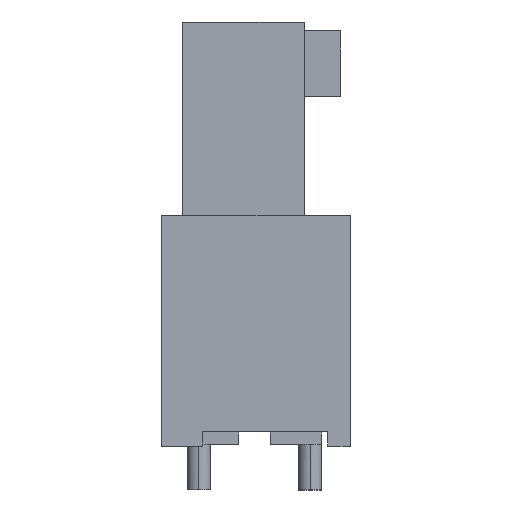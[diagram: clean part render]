
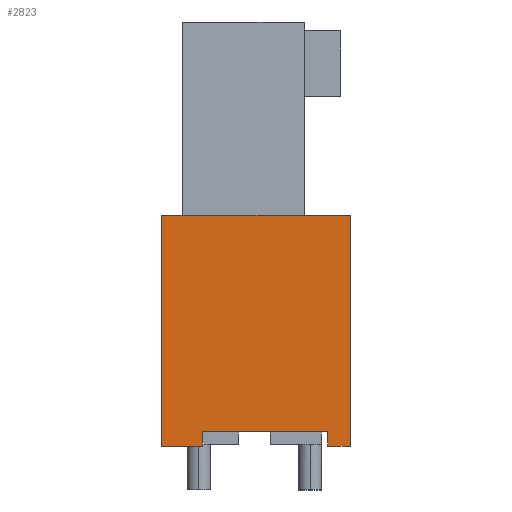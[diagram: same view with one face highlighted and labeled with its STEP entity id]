
A CAD part, left-side view. The second image highlights one B-rep face of the part: STEP entity #2823.
In plain terms, the highlighted planar face has unit normal (-1, 0, 0).
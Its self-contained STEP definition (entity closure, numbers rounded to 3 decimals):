
#2811=AXIS2_PLACEMENT_3D('Plane Axis2P3D',#2808,#2809,#2810) ;
#42=CARTESIAN_POINT('Vertex',(0.,0.,1.5)) ;
#45=CARTESIAN_POINT('Line Origine',(0.,0.39,1.5)) ;
#49=CARTESIAN_POINT('Vertex',(0.,0.78,1.5)) ;
#88=CARTESIAN_POINT('Vertex',(0.,0.,9.4)) ;
#93=CARTESIAN_POINT('Line Origine',(0.,0.,5.45)) ;
#532=CARTESIAN_POINT('Line Origine',(0.,0.78,1.75)) ;
#536=CARTESIAN_POINT('Vertex',(0.,0.78,2.)) ;
#1200=CARTESIAN_POINT('Line Origine',(0.,6.45,5.45)) ;
#1204=CARTESIAN_POINT('Vertex',(0.,6.45,9.4)) ;
#1206=CARTESIAN_POINT('Vertex',(0.,6.45,1.5)) ;
#1885=CARTESIAN_POINT('Vertex',(0.,5.057,1.5)) ;
#1888=CARTESIAN_POINT('Line Origine',(0.,5.754,1.5)) ;
#1914=CARTESIAN_POINT('Vertex',(0.,5.057,2.)) ;
#1917=CARTESIAN_POINT('Line Origine',(0.,5.057,1.75)) ;
#2186=CARTESIAN_POINT('Line Origine',(0.,2.919,2.)) ;
#2204=CARTESIAN_POINT('Line Origine',(0.,3.225,9.4)) ;
#2808=CARTESIAN_POINT('Axis2P3D Location',(0.,6.23,9.4)) ;
#46=DIRECTION('Vector Direction',(0.,1.,0.)) ;
#94=DIRECTION('Vector Direction',(0.,0.,-1.)) ;
#533=DIRECTION('Vector Direction',(0.,0.,-1.)) ;
#1201=DIRECTION('Vector Direction',(0.,0.,-1.)) ;
#1889=DIRECTION('Vector Direction',(0.,1.,0.)) ;
#1918=DIRECTION('Vector Direction',(0.,0.,-1.)) ;
#2187=DIRECTION('Vector Direction',(0.,1.,0.)) ;
#2205=DIRECTION('Vector Direction',(0.,1.,0.)) ;
#2809=DIRECTION('Axis2P3D Direction',(-1.,0.,0.)) ;
#2810=DIRECTION('Axis2P3D XDirection',(0.,1.,0.)) ;
#47=VECTOR('Line Direction',#46,1.) ;
#95=VECTOR('Line Direction',#94,1.) ;
#534=VECTOR('Line Direction',#533,1.) ;
#1202=VECTOR('Line Direction',#1201,1.) ;
#1890=VECTOR('Line Direction',#1889,1.) ;
#1919=VECTOR('Line Direction',#1918,1.) ;
#2188=VECTOR('Line Direction',#2187,1.) ;
#2206=VECTOR('Line Direction',#2205,1.) ;
#2814=ORIENTED_EDGE('',*,*,#2190,.F.) ;
#2815=ORIENTED_EDGE('',*,*,#538,.T.) ;
#2816=ORIENTED_EDGE('',*,*,#51,.F.) ;
#2817=ORIENTED_EDGE('',*,*,#97,.F.) ;
#2818=ORIENTED_EDGE('',*,*,#2208,.F.) ;
#2819=ORIENTED_EDGE('',*,*,#1208,.T.) ;
#2820=ORIENTED_EDGE('',*,*,#1892,.F.) ;
#2821=ORIENTED_EDGE('',*,*,#1921,.F.) ;
#2823=ADVANCED_FACE('HOUSING',(#2822),#2812,.T.) ;
#51=EDGE_CURVE('',#43,#50,#48,.T.) ;
#97=EDGE_CURVE('',#89,#43,#96,.T.) ;
#538=EDGE_CURVE('',#537,#50,#535,.T.) ;
#1208=EDGE_CURVE('',#1205,#1207,#1203,.T.) ;
#1892=EDGE_CURVE('',#1886,#1207,#1891,.T.) ;
#1921=EDGE_CURVE('',#1915,#1886,#1920,.T.) ;
#2190=EDGE_CURVE('',#537,#1915,#2189,.T.) ;
#2208=EDGE_CURVE('',#1205,#89,#2207,.F.) ;
#2813=EDGE_LOOP('',(#2814,#2815,#2816,#2817,#2818,#2819,#2820,#2821)) ;
#2822=FACE_OUTER_BOUND('',#2813,.T.) ;
#48=LINE('Line',#45,#47) ;
#96=LINE('Line',#93,#95) ;
#535=LINE('Line',#532,#534) ;
#1203=LINE('Line',#1200,#1202) ;
#1891=LINE('Line',#1888,#1890) ;
#1920=LINE('Line',#1917,#1919) ;
#2189=LINE('Line',#2186,#2188) ;
#2207=LINE('Line',#2204,#2206) ;
#2812=PLANE('',#2811) ;
#43=VERTEX_POINT('',#42) ;
#50=VERTEX_POINT('',#49) ;
#89=VERTEX_POINT('',#88) ;
#537=VERTEX_POINT('',#536) ;
#1205=VERTEX_POINT('',#1204) ;
#1207=VERTEX_POINT('',#1206) ;
#1886=VERTEX_POINT('',#1885) ;
#1915=VERTEX_POINT('',#1914) ;
